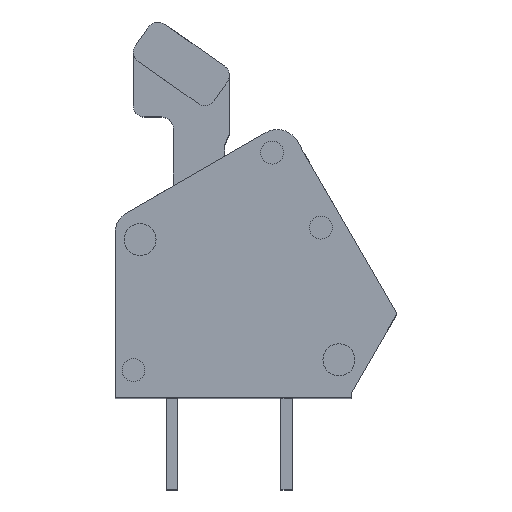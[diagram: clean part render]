
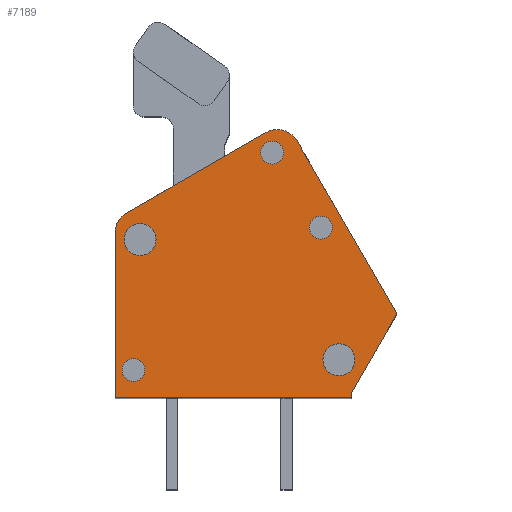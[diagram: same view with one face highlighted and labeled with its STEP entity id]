
A CAD part, top view. The second image highlights one B-rep face of the part: STEP entity #7189.
In plain terms, the highlighted planar face has unit normal (0, 0, 1).
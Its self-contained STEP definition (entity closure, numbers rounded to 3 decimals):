
#213=CIRCLE('',#7707,1.);
#215=CIRCLE('',#7714,1.);
#217=CIRCLE('',#7718,0.5);
#218=CIRCLE('',#7719,0.7);
#219=CIRCLE('',#7720,0.5);
#220=CIRCLE('',#7721,0.7);
#221=CIRCLE('',#7722,0.5);
#962=ORIENTED_EDGE('',*,*,#2969,.T.);
#963=ORIENTED_EDGE('',*,*,#2970,.T.);
#964=ORIENTED_EDGE('',*,*,#2971,.T.);
#965=ORIENTED_EDGE('',*,*,#2972,.T.);
#966=ORIENTED_EDGE('',*,*,#2973,.T.);
#967=ORIENTED_EDGE('',*,*,#2902,.T.);
#968=ORIENTED_EDGE('',*,*,#2905,.T.);
#969=ORIENTED_EDGE('',*,*,#2948,.T.);
#970=ORIENTED_EDGE('',*,*,#2951,.T.);
#971=ORIENTED_EDGE('',*,*,#2953,.T.);
#972=ORIENTED_EDGE('',*,*,#2830,.T.);
#973=ORIENTED_EDGE('',*,*,#2955,.T.);
#974=ORIENTED_EDGE('',*,*,#2898,.T.);
#2830=EDGE_CURVE('',#3834,#3833,#4482,.T.);
#2898=EDGE_CURVE('',#3864,#3863,#4550,.T.);
#2902=EDGE_CURVE('',#3863,#3866,#213,.T.);
#2905=EDGE_CURVE('',#3866,#3868,#4555,.T.);
#2948=EDGE_CURVE('',#3868,#3910,#4598,.T.);
#2951=EDGE_CURVE('',#3910,#3912,#4601,.T.);
#2953=EDGE_CURVE('',#3912,#3834,#4603,.T.);
#2955=EDGE_CURVE('',#3833,#3864,#215,.T.);
#2969=EDGE_CURVE('',#3924,#3924,#217,.F.);
#2970=EDGE_CURVE('',#3925,#3925,#218,.F.);
#2971=EDGE_CURVE('',#3926,#3926,#219,.F.);
#2972=EDGE_CURVE('',#3927,#3927,#220,.F.);
#2973=EDGE_CURVE('',#3928,#3928,#221,.F.);
#3833=VERTEX_POINT('',#11007);
#3834=VERTEX_POINT('',#11009);
#3863=VERTEX_POINT('',#11119);
#3864=VERTEX_POINT('',#11121);
#3866=VERTEX_POINT('',#11127);
#3868=VERTEX_POINT('',#11133);
#3910=VERTEX_POINT('',#11219);
#3912=VERTEX_POINT('',#11225);
#3924=VERTEX_POINT('',#11260);
#3925=VERTEX_POINT('',#11262);
#3926=VERTEX_POINT('',#11264);
#3927=VERTEX_POINT('',#11266);
#3928=VERTEX_POINT('',#11268);
#4482=LINE('',#11008,#5337);
#4550=LINE('',#11120,#5405);
#4555=LINE('',#11134,#5410);
#4598=LINE('',#11220,#5453);
#4601=LINE('',#11226,#5456);
#4603=LINE('',#11229,#5458);
#5337=VECTOR('',#8758,1000.);
#5405=VECTOR('',#8854,1000.);
#5410=VECTOR('',#8867,1000.);
#5453=VECTOR('',#8912,1000.);
#5456=VECTOR('',#8917,1000.);
#5458=VECTOR('',#8921,1000.);
#6013=EDGE_LOOP('',(#962));
#6014=EDGE_LOOP('',(#963));
#6015=EDGE_LOOP('',(#964));
#6016=EDGE_LOOP('',(#965));
#6017=EDGE_LOOP('',(#966));
#6018=EDGE_LOOP('',(#967,#968,#969,#970,#971,#972,#973,#974));
#6455=FACE_BOUND('',#6013,.T.);
#6456=FACE_BOUND('',#6014,.T.);
#6457=FACE_BOUND('',#6015,.T.);
#6458=FACE_BOUND('',#6016,.T.);
#6459=FACE_BOUND('',#6017,.T.);
#6460=FACE_BOUND('',#6018,.T.);
#6869=PLANE('',#7717);
#7189=ADVANCED_FACE('',(#6455,#6456,#6457,#6458,#6459,#6460),#6869,.T.);
#7707=AXIS2_PLACEMENT_3D('',#11128,#8861,#8862);
#7714=AXIS2_PLACEMENT_3D('',#11232,#8926,#8927);
#7717=AXIS2_PLACEMENT_3D('',#11258,#8944,#8945);
#7718=AXIS2_PLACEMENT_3D('',#11259,#8946,#8947);
#7719=AXIS2_PLACEMENT_3D('',#11261,#8948,#8949);
#7720=AXIS2_PLACEMENT_3D('',#11263,#8950,#8951);
#7721=AXIS2_PLACEMENT_3D('',#11265,#8952,#8953);
#7722=AXIS2_PLACEMENT_3D('',#11267,#8954,#8955);
#8758=DIRECTION('',(-0.5,0.866,0.));
#8854=DIRECTION('',(-0.866,-0.5,0.));
#8861=DIRECTION('',(0.,0.,1.));
#8862=DIRECTION('',(1.,0.,0.));
#8867=DIRECTION('',(0.,-1.,0.));
#8912=DIRECTION('',(1.,0.,0.));
#8917=DIRECTION('',(0.,1.,0.));
#8921=DIRECTION('',(0.5,0.866,0.));
#8926=DIRECTION('',(0.,0.,1.));
#8927=DIRECTION('',(1.,0.,0.));
#8944=DIRECTION('',(0.,0.,1.));
#8945=DIRECTION('',(1.,0.,0.));
#8946=DIRECTION('',(0.,0.,1.));
#8947=DIRECTION('',(1.,0.,0.));
#8948=DIRECTION('',(0.,0.,1.));
#8949=DIRECTION('',(1.,0.,0.));
#8950=DIRECTION('',(0.,0.,1.));
#8951=DIRECTION('',(1.,0.,0.));
#8952=DIRECTION('',(0.,0.,1.));
#8953=DIRECTION('',(1.,0.,0.));
#8954=DIRECTION('',(0.,0.,1.));
#8955=DIRECTION('',(1.,0.,0.));
#11007=CARTESIAN_POINT('',(0.459,11.235,14.1));
#11008=CARTESIAN_POINT('',(4.824,3.674,14.1));
#11009=CARTESIAN_POINT('',(4.824,3.674,14.1));
#11119=CARTESIAN_POINT('',(-7.,8.083,14.1));
#11120=CARTESIAN_POINT('',(-0.907,11.601,14.1));
#11121=CARTESIAN_POINT('',(-0.907,11.601,14.1));
#11127=CARTESIAN_POINT('',(-7.5,7.217,14.1));
#11128=CARTESIAN_POINT('',(-6.5,7.217,14.1));
#11133=CARTESIAN_POINT('',(-7.5,0.,14.1));
#11134=CARTESIAN_POINT('',(-7.5,7.217,14.1));
#11219=CARTESIAN_POINT('',(2.82,0.,14.1));
#11220=CARTESIAN_POINT('',(-7.5,0.,14.1));
#11225=CARTESIAN_POINT('',(2.82,0.203,14.1));
#11226=CARTESIAN_POINT('',(2.82,0.,14.1));
#11229=CARTESIAN_POINT('',(2.82,0.203,14.1));
#11232=CARTESIAN_POINT('',(-0.407,10.735,14.1));
#11258=CARTESIAN_POINT('',(-6.5,7.217,14.1));
#11259=CARTESIAN_POINT('',(1.493,7.444,14.1));
#11260=CARTESIAN_POINT('',(1.993,7.444,14.1));
#11261=CARTESIAN_POINT('',(2.288,1.667,14.1));
#11262=CARTESIAN_POINT('',(2.988,1.667,14.1));
#11263=CARTESIAN_POINT('',(-6.691,1.218,14.1));
#11264=CARTESIAN_POINT('',(-6.191,1.218,14.1));
#11265=CARTESIAN_POINT('',(-6.406,6.925,14.1));
#11266=CARTESIAN_POINT('',(-5.706,6.925,14.1));
#11267=CARTESIAN_POINT('',(-0.63,10.721,14.1));
#11268=CARTESIAN_POINT('',(-0.13,10.721,14.1));
